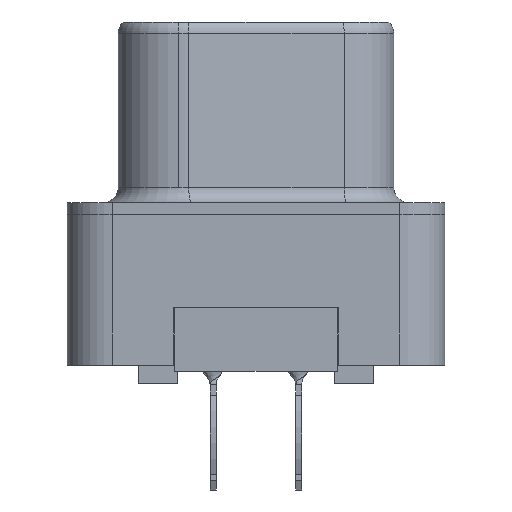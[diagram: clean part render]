
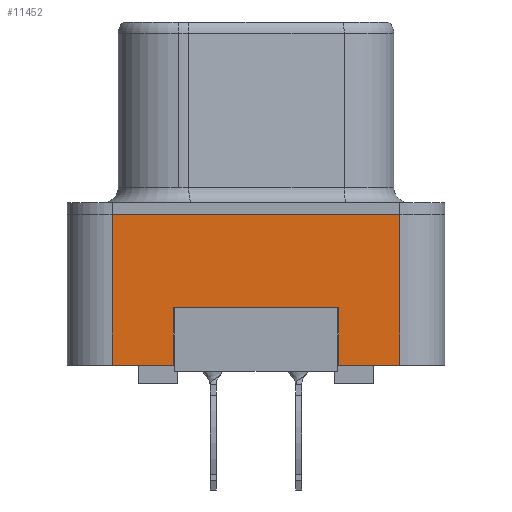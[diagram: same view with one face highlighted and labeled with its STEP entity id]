
A CAD part, left-side view. The second image highlights one B-rep face of the part: STEP entity #11452.
In plain terms, the highlighted planar face has unit normal (-1, 0, 0).
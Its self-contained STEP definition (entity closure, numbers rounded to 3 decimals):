
#22 = EDGE_CURVE ( 'NONE', #9837, #3286, #4475, .T. ) ;
#738 = DIRECTION ( 'NONE',  ( 0., -1., 0. ) ) ;
#1162 = ORIENTED_EDGE ( 'NONE', *, *, #11099, .T. ) ;
#1486 = VECTOR ( 'NONE', #2040, 1000. ) ;
#1916 = VERTEX_POINT ( 'NONE', #7712 ) ;
#2035 = EDGE_CURVE ( 'NONE', #4384, #13452, #13582, .T. ) ;
#2040 = DIRECTION ( 'NONE',  ( 0., 0., 1. ) ) ;
#2296 = ORIENTED_EDGE ( 'NONE', *, *, #2035, .F. ) ;
#2789 = PLANE ( 'NONE',  #14140 ) ;
#2869 = CARTESIAN_POINT ( 'NONE',  ( -2.91, 2.75, -3.1 ) ) ;
#3000 = ORIENTED_EDGE ( 'NONE', *, *, #4298, .T. ) ;
#3189 = DIRECTION ( 'NONE',  ( 0., 0., 1. ) ) ;
#3285 = VECTOR ( 'NONE', #738, 1000. ) ;
#3286 = VERTEX_POINT ( 'NONE', #6602 ) ;
#3287 = LINE ( 'NONE', #13852, #12128 ) ;
#3731 = ORIENTED_EDGE ( 'NONE', *, *, #10472, .F. ) ;
#3767 = CARTESIAN_POINT ( 'NONE',  ( -2.91, -4.775, 0. ) ) ;
#3866 = VECTOR ( 'NONE', #12045, 1000. ) ;
#4157 = LINE ( 'NONE', #2869, #6884 ) ;
#4298 = EDGE_CURVE ( 'NONE', #4384, #1916, #11580, .T. ) ;
#4300 = DIRECTION ( 'NONE',  ( 0., -1., 0. ) ) ;
#4384 = VERTEX_POINT ( 'NONE', #12013 ) ;
#4475 = LINE ( 'NONE', #9677, #10532 ) ;
#5141 = CARTESIAN_POINT ( 'NONE',  ( -2.91, 4.775, -5. ) ) ;
#5445 = CARTESIAN_POINT ( 'NONE',  ( -2.91, -4.775, -5. ) ) ;
#5508 = CARTESIAN_POINT ( 'NONE',  ( -2.91, -4.775, 0. ) ) ;
#6472 = ORIENTED_EDGE ( 'NONE', *, *, #22, .F. ) ;
#6593 = EDGE_CURVE ( 'NONE', #10545, #10766, #8782, .T. ) ;
#6602 = CARTESIAN_POINT ( 'NONE',  ( -2.91, 4.775, 0. ) ) ;
#6884 = VECTOR ( 'NONE', #10722, 1000. ) ;
#6984 = DIRECTION ( 'NONE',  ( 0., 0., 1. ) ) ;
#7295 = EDGE_CURVE ( 'NONE', #1916, #10545, #3287, .T. ) ;
#7712 = CARTESIAN_POINT ( 'NONE',  ( -2.91, -2.75, -5. ) ) ;
#8493 = DIRECTION ( 'NONE',  ( 0., -1., 0. ) ) ;
#8610 = CARTESIAN_POINT ( 'NONE',  ( -2.91, -4.775, -5. ) ) ;
#8618 = EDGE_LOOP ( 'NONE', ( #3000, #9549, #14241, #3731, #6472, #1162, #11409, #2296 ) ) ;
#8782 = LINE ( 'NONE', #9980, #1486 ) ;
#9203 = DIRECTION ( 'NONE',  ( 0., 0., -1. ) ) ;
#9477 = CARTESIAN_POINT ( 'NONE',  ( -2.91, 2.75, -5. ) ) ;
#9531 = VECTOR ( 'NONE', #9203, 1000. ) ;
#9549 = ORIENTED_EDGE ( 'NONE', *, *, #7295, .T. ) ;
#9609 = EDGE_CURVE ( 'NONE', #13452, #14185, #4157, .T. ) ;
#9677 = CARTESIAN_POINT ( 'NONE',  ( -2.91, 4.775, -5. ) ) ;
#9805 = LINE ( 'NONE', #8610, #3285 ) ;
#9837 = VERTEX_POINT ( 'NONE', #5141 ) ;
#9980 = CARTESIAN_POINT ( 'NONE',  ( -2.91, -4.775, -5. ) ) ;
#10472 = EDGE_CURVE ( 'NONE', #3286, #10766, #15931, .T. ) ;
#10532 = VECTOR ( 'NONE', #3189, 1000. ) ;
#10545 = VERTEX_POINT ( 'NONE', #14540 ) ;
#10722 = DIRECTION ( 'NONE',  ( 0., 0., -1. ) ) ;
#10766 = VERTEX_POINT ( 'NONE', #3767 ) ;
#11099 = EDGE_CURVE ( 'NONE', #9837, #14185, #9805, .T. ) ;
#11409 = ORIENTED_EDGE ( 'NONE', *, *, #9609, .F. ) ;
#11452 = ADVANCED_FACE ( 'NONE', ( #16038 ), #2789, .T. ) ;
#11580 = LINE ( 'NONE', #15705, #9531 ) ;
#12013 = CARTESIAN_POINT ( 'NONE',  ( -2.91, -2.75, -3.1 ) ) ;
#12045 = DIRECTION ( 'NONE',  ( 0., 1., 0. ) ) ;
#12128 = VECTOR ( 'NONE', #8493, 1000. ) ;
#13447 = VECTOR ( 'NONE', #4300, 1000. ) ;
#13452 = VERTEX_POINT ( 'NONE', #14034 ) ;
#13582 = LINE ( 'NONE', #14602, #3866 ) ;
#13852 = CARTESIAN_POINT ( 'NONE',  ( -2.91, -4.775, -5. ) ) ;
#14034 = CARTESIAN_POINT ( 'NONE',  ( -2.91, 2.75, -3.1 ) ) ;
#14140 = AXIS2_PLACEMENT_3D ( 'NONE', #5445, #14561, #6984 ) ;
#14185 = VERTEX_POINT ( 'NONE', #9477 ) ;
#14241 = ORIENTED_EDGE ( 'NONE', *, *, #6593, .T. ) ;
#14540 = CARTESIAN_POINT ( 'NONE',  ( -2.91, -4.775, -5. ) ) ;
#14561 = DIRECTION ( 'NONE',  ( -1., 0., 0. ) ) ;
#14602 = CARTESIAN_POINT ( 'NONE',  ( -2.91, 2.75, -3.1 ) ) ;
#15705 = CARTESIAN_POINT ( 'NONE',  ( -2.91, -2.75, -3.1 ) ) ;
#15931 = LINE ( 'NONE', #5508, #13447 ) ;
#16038 = FACE_OUTER_BOUND ( 'NONE', #8618, .T. ) ;
